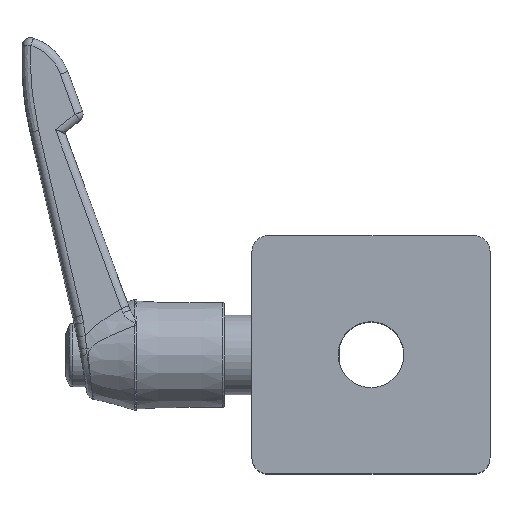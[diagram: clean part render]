
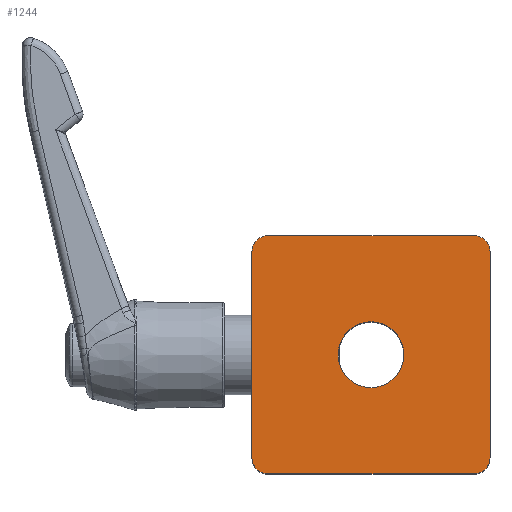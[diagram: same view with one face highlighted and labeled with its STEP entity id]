
A CAD part, top view. The second image highlights one B-rep face of the part: STEP entity #1244.
In plain terms, the highlighted face is planar.
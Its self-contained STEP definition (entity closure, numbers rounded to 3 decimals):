
#1244=ADVANCED_FACE('',(#1792,#1793),#1794,.T.);
#1792=FACE_BOUND('',#4362,.T.);
#1793=FACE_OUTER_BOUND('',#4363,.T.);
#1794=PLANE('',#4364);
#4362=EDGE_LOOP('',(#6074));
#4363=EDGE_LOOP('',(#6075,#6076,#6077,#6078,#6079,#6080,#6081,#6082));
#4364=AXIS2_PLACEMENT_3D('',#6083,#6084,#6085);
#6074=ORIENTED_EDGE('',*,*,#6871,.F.);
#6075=ORIENTED_EDGE('',*,*,#6872,.F.);
#6076=ORIENTED_EDGE('',*,*,#6873,.T.);
#6077=ORIENTED_EDGE('',*,*,#6874,.F.);
#6078=ORIENTED_EDGE('',*,*,#6875,.T.);
#6079=ORIENTED_EDGE('',*,*,#6876,.F.);
#6080=ORIENTED_EDGE('',*,*,#6877,.T.);
#6081=ORIENTED_EDGE('',*,*,#6878,.F.);
#6082=ORIENTED_EDGE('',*,*,#6879,.T.);
#6083=CARTESIAN_POINT('',(0.0,0.0,0.0));
#6084=DIRECTION('',(0.0,0.0,-1.0));
#6085=DIRECTION('',(-1.0,0.0,0.0));
#6871=EDGE_CURVE('',#7840,#7840,#7841,.T.);
#6872=EDGE_CURVE('',#7842,#7843,#7844,.T.);
#6873=EDGE_CURVE('',#7842,#7845,#7846,.T.);
#6874=EDGE_CURVE('',#7847,#7845,#7848,.T.);
#6875=EDGE_CURVE('',#7847,#7849,#7850,.T.);
#6876=EDGE_CURVE('',#7851,#7849,#7852,.T.);
#6877=EDGE_CURVE('',#7851,#7853,#7854,.T.);
#6878=EDGE_CURVE('',#7855,#7853,#7856,.T.);
#6879=EDGE_CURVE('',#7855,#7843,#7857,.T.);
#7840=VERTEX_POINT('',#10947);
#7841=CIRCLE('',#10948,4.15);
#7842=VERTEX_POINT('',#10949);
#7843=VERTEX_POINT('',#10950);
#7844=LINE('',#10951,#10952);
#7845=VERTEX_POINT('',#10953);
#7846=CIRCLE('',#10954,2.0);
#7847=VERTEX_POINT('',#10955);
#7848=LINE('',#10956,#10957);
#7849=VERTEX_POINT('',#10958);
#7850=CIRCLE('',#10959,2.0);
#7851=VERTEX_POINT('',#10960);
#7852=LINE('',#10961,#10962);
#7853=VERTEX_POINT('',#10963);
#7854=CIRCLE('',#10964,2.0);
#7855=VERTEX_POINT('',#10965);
#7856=LINE('',#10966,#10967);
#7857=CIRCLE('',#10968,2.0);
#10947=CARTESIAN_POINT('',(4.15,0.0,0.0));
#10948=AXIS2_PLACEMENT_3D('',#11697,#11698,#11699);
#10949=CARTESIAN_POINT('',(13.0,15.0,0.0));
#10950=CARTESIAN_POINT('',(-13.0,15.0,0.0));
#10951=CARTESIAN_POINT('',(0.0,15.0,0.0));
#10952=VECTOR('',#11700,1.0);
#10953=CARTESIAN_POINT('',(15.0,13.0,0.0));
#10954=AXIS2_PLACEMENT_3D('',#11701,#11702,#11703);
#10955=CARTESIAN_POINT('',(15.0,-13.0,0.0));
#10956=CARTESIAN_POINT('',(15.0,0.0,0.0));
#10957=VECTOR('',#11704,1.0);
#10958=CARTESIAN_POINT('',(13.0,-15.0,0.0));
#10959=AXIS2_PLACEMENT_3D('',#11705,#11706,#11707);
#10960=CARTESIAN_POINT('',(-13.0,-15.0,0.0));
#10961=CARTESIAN_POINT('',(0.0,-15.0,0.0));
#10962=VECTOR('',#11708,1.0);
#10963=CARTESIAN_POINT('',(-15.0,-13.0,0.0));
#10964=AXIS2_PLACEMENT_3D('',#11709,#11710,#11711);
#10965=CARTESIAN_POINT('',(-15.0,13.0,0.0));
#10966=CARTESIAN_POINT('',(-15.0,0.0,0.0));
#10967=VECTOR('',#11712,1.0);
#10968=AXIS2_PLACEMENT_3D('',#11713,#11714,#11715);
#11697=CARTESIAN_POINT('',(0.0,0.0,0.0));
#11698=DIRECTION('',(0.0,0.0,-1.0));
#11699=DIRECTION('',(1.0,0.0,0.0));
#11700=DIRECTION('',(-1.0,0.0,0.0));
#11701=CARTESIAN_POINT('',(13.0,13.0,0.0));
#11702=DIRECTION('',(0.0,0.0,-1.0));
#11703=DIRECTION('',(-1.0,0.0,0.0));
#11704=DIRECTION('',(0.0,1.0,0.0));
#11705=CARTESIAN_POINT('',(13.0,-13.0,0.0));
#11706=DIRECTION('',(0.0,0.0,-1.0));
#11707=DIRECTION('',(-1.0,0.0,0.0));
#11708=DIRECTION('',(1.0,0.0,0.0));
#11709=CARTESIAN_POINT('',(-13.0,-13.0,0.0));
#11710=DIRECTION('',(0.0,0.0,-1.0));
#11711=DIRECTION('',(-1.0,0.0,0.0));
#11712=DIRECTION('',(0.0,-1.0,0.0));
#11713=CARTESIAN_POINT('',(-13.0,13.0,0.0));
#11714=DIRECTION('',(0.0,0.0,-1.0));
#11715=DIRECTION('',(-1.0,0.0,0.0));
